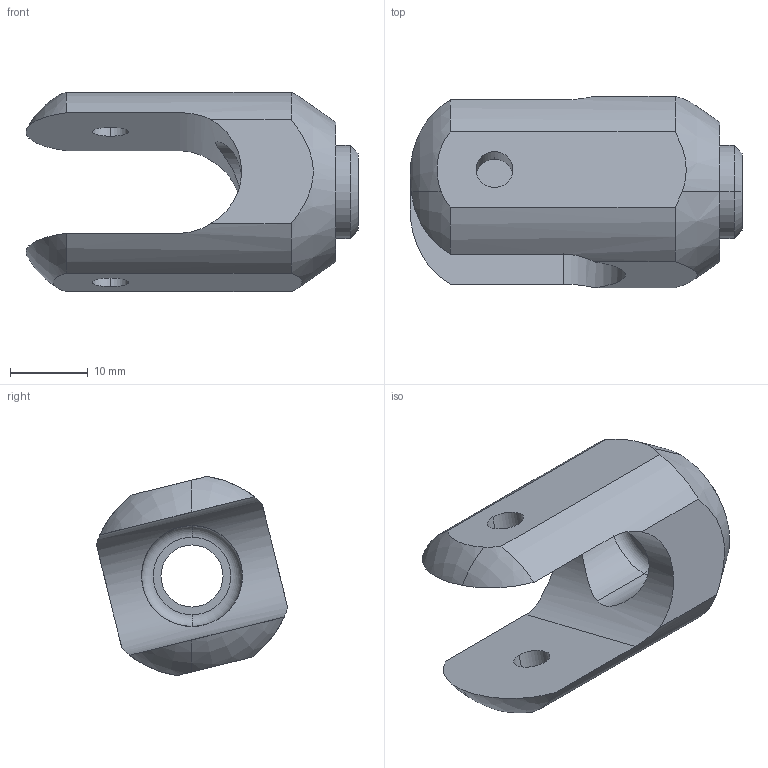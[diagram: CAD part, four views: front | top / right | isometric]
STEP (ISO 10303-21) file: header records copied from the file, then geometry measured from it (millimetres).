
FILE_DESCRIPTION (( 'STEP AP214' ), '1' );
FILE_NAME ('U part x2.STEP', '2018-04-13T19:45:06', ( '' ), ( '' ), 'SwSTEP 2.0', 'SolidWorks 2017', '' );
FILE_SCHEMA (( 'AUTOMOTIVE_DESIGN' ));
Length unit declared in the file: millimetre
Products named in the file (1): U part x2
Bounding box: 42.8 x 24.68 x 25.7 mm (x, y, z)
Volume: 7854 mm3; surface area: 4404.1 mm2
Topology: 1 solids, 1 shells, 34 faces, 86 edges, 56 vertices
Faces by surface type: cylinder 15, plane 9, torus 6, cone 4
Entity records: 1339 total; most frequent: CARTESIAN_POINT 474, DIRECTION 174, ORIENTED_EDGE 172, EDGE_CURVE 86, AXIS2_PLACEMENT_3D 73, VERTEX_POINT 56, EDGE_LOOP 42, CIRCLE 38
